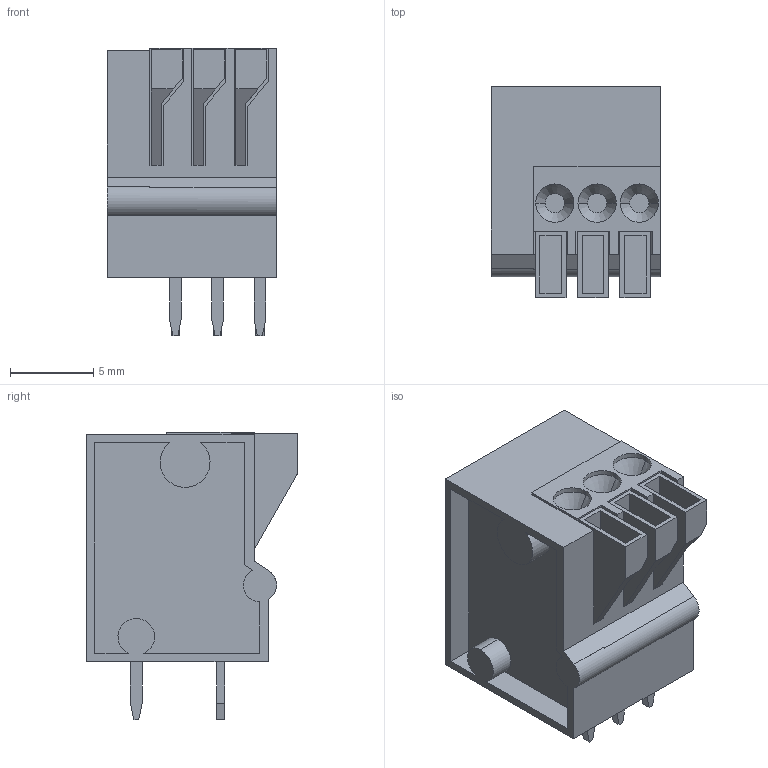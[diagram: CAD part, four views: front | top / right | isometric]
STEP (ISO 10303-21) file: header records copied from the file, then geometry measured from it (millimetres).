
FILE_DESCRIPTION (( 'STEP AP214' ), '1' );
FILE_NAME ('CONN-TH_3P-P2.54_KF141V-2.54-3P.step', '2022-12-02T01:53:03', ( '' ), ( '' ), 'SwSTEP 2.0', 'SolidWorks 2020', '' );
FILE_SCHEMA (( 'AUTOMOTIVE_DESIGN' ));
Length unit declared in the file: millimetre
Products named in the file (1): CONN-TH_3P-P2.54_KF141V-2.54-3P
Bounding box: 10.16 x 12.7 x 17.3 mm (x, y, z)
Volume: 1297.3 mm3; surface area: 1257.7 mm2
Topology: 1 solids, 7 shells, 398 faces, 1034 edges, 685 vertices
Faces by surface type: plane 265, bspline 98, cylinder 29, cone 6
Entity records: 16971 total; most frequent: CARTESIAN_POINT 3424, ORIENTED_EDGE 2068, DIRECTION 1501, EDGE_CURVE 1034, LINE 769, VECTOR 769, VERTEX_POINT 685, EDGE_LOOP 433
